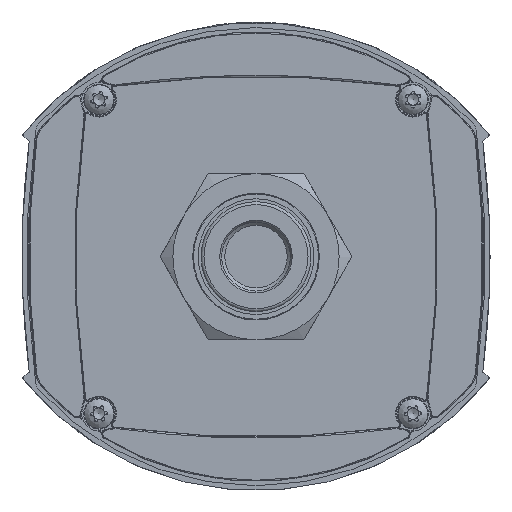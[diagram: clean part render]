
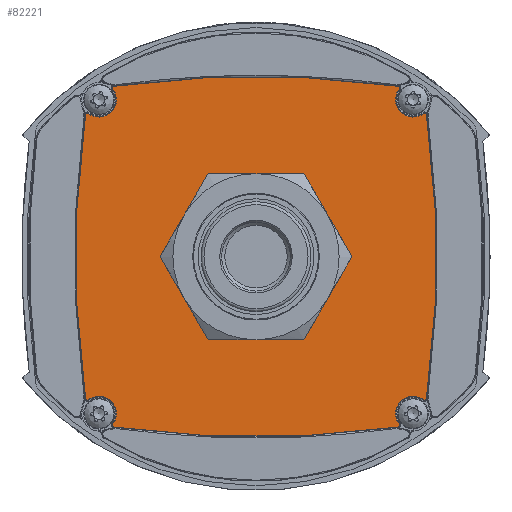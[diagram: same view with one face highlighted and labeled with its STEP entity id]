
A CAD part, front view. The second image highlights one B-rep face of the part: STEP entity #82221.
In plain terms, the highlighted planar face has unit normal (0, -1, 0).
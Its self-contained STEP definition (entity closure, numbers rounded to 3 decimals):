
#993=ELLIPSE('',#88027,0.3,0.3);
#996=ELLIPSE('',#88034,0.3,0.3);
#997=ELLIPSE('',#88042,0.3,0.3);
#1000=ELLIPSE('',#88046,0.3,0.3);
#1001=ELLIPSE('',#88054,0.3,0.3);
#1002=ELLIPSE('',#88059,0.3,0.3);
#1003=ELLIPSE('',#88064,0.3,0.3);
#1004=ELLIPSE('',#88069,0.3,0.3);
#17001=PLANE('',#88134);
#17817=FACE_BOUND('',#27507,.T.);
#22735=FACE_OUTER_BOUND('',#27506,.T.);
#27506=EDGE_LOOP('',(#67956,#67957,#67958,#67959,#67960,#67961,#67962,#67963,
#67964,#67965,#67966,#67967,#67968,#67969,#67970,#67971));
#27507=EDGE_LOOP('',(#67972));
#30923=CIRCLE('',#88023,2.832);
#30926=CIRCLE('',#88030,167.768);
#30931=CIRCLE('',#88040,2.832);
#30935=CIRCLE('',#88049,167.768);
#30937=CIRCLE('',#88052,2.832);
#30940=CIRCLE('',#88057,167.768);
#30943=CIRCLE('',#88062,2.832);
#30946=CIRCLE('',#88067,167.768);
#30986=CIRCLE('',#88135,6.35);
#37709=VERTEX_POINT('',#140543);
#37710=VERTEX_POINT('',#140545);
#37713=VERTEX_POINT('',#140587);
#37715=VERTEX_POINT('',#140593);
#37720=VERTEX_POINT('',#140638);
#37724=VERTEX_POINT('',#140650);
#37727=VERTEX_POINT('',#140666);
#37728=VERTEX_POINT('',#140668);
#37731=VERTEX_POINT('',#140710);
#37733=VERTEX_POINT('',#140719);
#37735=VERTEX_POINT('',#140734);
#37737=VERTEX_POINT('',#140740);
#37739=VERTEX_POINT('',#140755);
#37741=VERTEX_POINT('',#140761);
#37743=VERTEX_POINT('',#140776);
#37745=VERTEX_POINT('',#140782);
#37773=VERTEX_POINT('',#141855);
#48103=EDGE_CURVE('',#37710,#37709,#30923,.T.);
#48110=EDGE_CURVE('',#37709,#37713,#993,.T.);
#48113=EDGE_CURVE('',#37713,#37715,#30926,.T.);
#48120=EDGE_CURVE('',#37715,#37720,#996,.T.);
#48126=EDGE_CURVE('',#37720,#37724,#30931,.T.);
#48129=EDGE_CURVE('',#37728,#37727,#997,.T.);
#48136=EDGE_CURVE('',#37724,#37731,#1000,.T.);
#48138=EDGE_CURVE('',#37731,#37728,#30935,.T.);
#48141=EDGE_CURVE('',#37727,#37733,#30937,.T.);
#48144=EDGE_CURVE('',#37733,#37735,#1001,.T.);
#48147=EDGE_CURVE('',#37735,#37737,#30940,.T.);
#48150=EDGE_CURVE('',#37737,#37739,#1002,.T.);
#48153=EDGE_CURVE('',#37739,#37741,#30943,.T.);
#48156=EDGE_CURVE('',#37741,#37743,#1003,.T.);
#48159=EDGE_CURVE('',#37743,#37745,#30946,.T.);
#48161=EDGE_CURVE('',#37745,#37710,#1004,.T.);
#48233=EDGE_CURVE('',#37773,#37773,#30986,.T.);
#67956=ORIENTED_EDGE('',*,*,#48138,.T.);
#67957=ORIENTED_EDGE('',*,*,#48129,.T.);
#67958=ORIENTED_EDGE('',*,*,#48141,.T.);
#67959=ORIENTED_EDGE('',*,*,#48144,.T.);
#67960=ORIENTED_EDGE('',*,*,#48147,.T.);
#67961=ORIENTED_EDGE('',*,*,#48150,.T.);
#67962=ORIENTED_EDGE('',*,*,#48153,.T.);
#67963=ORIENTED_EDGE('',*,*,#48156,.T.);
#67964=ORIENTED_EDGE('',*,*,#48159,.T.);
#67965=ORIENTED_EDGE('',*,*,#48161,.T.);
#67966=ORIENTED_EDGE('',*,*,#48103,.T.);
#67967=ORIENTED_EDGE('',*,*,#48110,.T.);
#67968=ORIENTED_EDGE('',*,*,#48113,.T.);
#67969=ORIENTED_EDGE('',*,*,#48120,.T.);
#67970=ORIENTED_EDGE('',*,*,#48126,.T.);
#67971=ORIENTED_EDGE('',*,*,#48136,.T.);
#67972=ORIENTED_EDGE('',*,*,#48233,.F.);
#82221=ADVANCED_FACE('',(#22735,#17817),#17001,.T.);
#88023=AXIS2_PLACEMENT_3D('',#140546,#104328,#104329);
#88027=AXIS2_PLACEMENT_3D('',#140589,#104338,#104339);
#88030=AXIS2_PLACEMENT_3D('',#140595,#104345,#104346);
#88034=AXIS2_PLACEMENT_3D('',#140640,#104355,#104356);
#88040=AXIS2_PLACEMENT_3D('',#140652,#104369,#104370);
#88042=AXIS2_PLACEMENT_3D('',#140669,#104374,#104375);
#88046=AXIS2_PLACEMENT_3D('',#140712,#104384,#104385);
#88049=AXIS2_PLACEMENT_3D('',#140715,#104390,#104391);
#88052=AXIS2_PLACEMENT_3D('',#140721,#104397,#104398);
#88054=AXIS2_PLACEMENT_3D('',#140736,#104402,#104403);
#88057=AXIS2_PLACEMENT_3D('',#140742,#104409,#104410);
#88059=AXIS2_PLACEMENT_3D('',#140757,#104414,#104415);
#88062=AXIS2_PLACEMENT_3D('',#140763,#104421,#104422);
#88064=AXIS2_PLACEMENT_3D('',#140778,#104426,#104427);
#88067=AXIS2_PLACEMENT_3D('',#140784,#104433,#104434);
#88069=AXIS2_PLACEMENT_3D('',#140796,#104437,#104438);
#88134=AXIS2_PLACEMENT_3D('',#141854,#104576,#104577);
#88135=AXIS2_PLACEMENT_3D('',#141856,#104578,#104579);
#104328=DIRECTION('center_axis',(0.,1.,0.));
#104329=DIRECTION('ref_axis',(-0.8,0.,
0.601));
#104338=DIRECTION('center_axis',(0.,-1.,0.));
#104339=DIRECTION('ref_axis',(0.384,0.,-0.923));
#104345=DIRECTION('center_axis',(0.,-1.,0.));
#104346=DIRECTION('ref_axis',(-0.137,0.,-0.991));
#104355=DIRECTION('center_axis',(0.,-1.,0.));
#104356=DIRECTION('ref_axis',(0.384,0.,0.923));
#104369=DIRECTION('center_axis',(0.,1.,0.));
#104370=DIRECTION('ref_axis',(-0.601,0.,-0.8));
#104374=DIRECTION('center_axis',(0.,-1.,0.));
#104375=DIRECTION('ref_axis',(-0.923,0.,
0.384));
#104384=DIRECTION('center_axis',(0.,-1.,0.));
#104385=DIRECTION('ref_axis',(0.923,0.,0.384));
#104390=DIRECTION('center_axis',(0.,-1.,0.));
#104391=DIRECTION('ref_axis',(0.991,0.,-0.137));
#104397=DIRECTION('center_axis',(0.,1.,0.));
#104398=DIRECTION('ref_axis',(0.8,0.,-0.601));
#104402=DIRECTION('center_axis',(0.,-1.,0.));
#104403=DIRECTION('ref_axis',(-0.384,0.,
0.923));
#104409=DIRECTION('center_axis',(0.,-1.,0.));
#104410=DIRECTION('ref_axis',(0.137,0.,0.991));
#104414=DIRECTION('center_axis',(0.,-1.,0.));
#104415=DIRECTION('ref_axis',(-0.384,0.,-0.923));
#104421=DIRECTION('center_axis',(0.,1.,0.));
#104422=DIRECTION('ref_axis',(0.601,0.,0.8));
#104426=DIRECTION('center_axis',(0.,-1.,0.));
#104427=DIRECTION('ref_axis',(-0.923,0.,-0.384));
#104433=DIRECTION('center_axis',(0.,-1.,0.));
#104434=DIRECTION('ref_axis',(-0.991,0.,0.137));
#104437=DIRECTION('center_axis',(0.,-1.,0.));
#104438=DIRECTION('ref_axis',(0.923,0.,-0.384));
#104576=DIRECTION('center_axis',(0.,-1.,0.));
#104577=DIRECTION('ref_axis',(0.,0.,
1.));
#104578=DIRECTION('center_axis',(0.,-1.,0.));
#104579=DIRECTION('ref_axis',(-1.,0.,0.));
#140543=CARTESIAN_POINT('',(-23.235,86.962,-27.201));
#140545=CARTESIAN_POINT('',(-27.201,86.962,-23.235));
#140546=CARTESIAN_POINT('Origin',(-25.5,86.962,-25.5));
#140587=CARTESIAN_POINT('',(-23.037,86.962,-27.678));
#140589=CARTESIAN_POINT('Origin',(-22.996,86.962,-27.381));
#140593=CARTESIAN_POINT('',(23.037,86.962,-27.678));
#140595=CARTESIAN_POINT('Origin',(0.,86.962,
138.5));
#140638=CARTESIAN_POINT('',(23.235,86.962,-27.201));
#140640=CARTESIAN_POINT('Origin',(22.996,86.962,-27.381));
#140650=CARTESIAN_POINT('',(27.201,86.962,-23.235));
#140652=CARTESIAN_POINT('Origin',(25.5,86.962,-25.5));
#140666=CARTESIAN_POINT('',(27.201,86.962,23.235));
#140668=CARTESIAN_POINT('',(27.678,86.962,23.037));
#140669=CARTESIAN_POINT('Origin',(27.381,86.962,22.996));
#140710=CARTESIAN_POINT('',(27.678,86.962,-23.037));
#140712=CARTESIAN_POINT('Origin',(27.381,86.962,-22.996));
#140715=CARTESIAN_POINT('Origin',(-138.5,86.962,0.));
#140719=CARTESIAN_POINT('',(23.235,86.962,27.201));
#140721=CARTESIAN_POINT('Origin',(25.5,86.962,25.5));
#140734=CARTESIAN_POINT('',(23.037,86.962,27.678));
#140736=CARTESIAN_POINT('Origin',(22.996,86.962,27.381));
#140740=CARTESIAN_POINT('',(-23.037,86.962,27.678));
#140742=CARTESIAN_POINT('Origin',(0.,86.962,
-138.5));
#140755=CARTESIAN_POINT('',(-23.235,86.962,27.201));
#140757=CARTESIAN_POINT('Origin',(-22.996,86.962,27.381));
#140761=CARTESIAN_POINT('',(-27.201,86.962,23.235));
#140763=CARTESIAN_POINT('Origin',(-25.5,86.962,25.5));
#140776=CARTESIAN_POINT('',(-27.678,86.962,23.037));
#140778=CARTESIAN_POINT('Origin',(-27.381,86.962,22.996));
#140782=CARTESIAN_POINT('',(-27.678,86.962,-23.037));
#140784=CARTESIAN_POINT('Origin',(138.5,86.962,0.));
#140796=CARTESIAN_POINT('Origin',(-27.381,86.962,-22.996));
#141854=CARTESIAN_POINT('Origin',(0.,86.962,
0.));
#141855=CARTESIAN_POINT('',(6.35,86.962,0.));
#141856=CARTESIAN_POINT('Origin',(0.,86.962,
0.));
